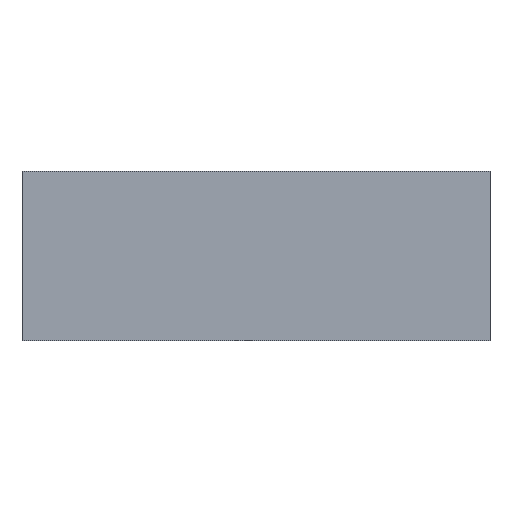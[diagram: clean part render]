
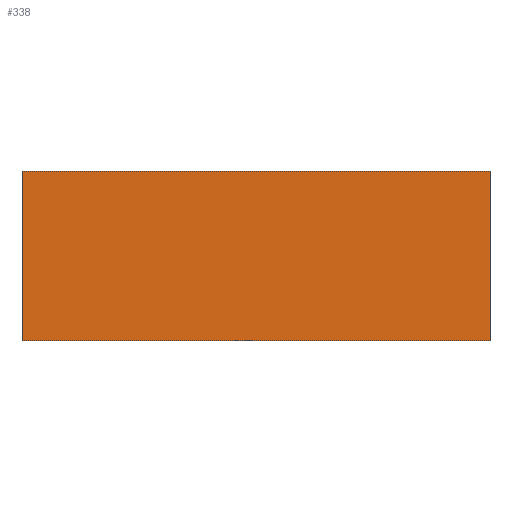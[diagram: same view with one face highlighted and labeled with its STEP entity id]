
A CAD part, front view. The second image highlights one B-rep face of the part: STEP entity #338.
In plain terms, the highlighted planar face has unit normal (0, -1, 0).
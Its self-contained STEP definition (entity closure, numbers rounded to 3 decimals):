
#28 = ORIENTED_EDGE ( 'NONE', *, *, #109, .T. ) ;
#37 = LINE ( 'NONE', #113, #552 ) ;
#62 = CARTESIAN_POINT ( 'NONE',  ( 90., -10., 32.5 ) ) ;
#69 = CARTESIAN_POINT ( 'NONE',  ( -90., -10., -32.5 ) ) ;
#83 = VECTOR ( 'NONE', #996, 1000. ) ;
#109 = EDGE_CURVE ( 'NONE', #756, #866, #763, .T. ) ;
#113 = CARTESIAN_POINT ( 'NONE',  ( -90., -10., 32.5 ) ) ;
#127 = EDGE_CURVE ( 'NONE', #966, #527, #289, .T. ) ;
#210 = DIRECTION ( 'NONE',  ( 0., 0., -1. ) ) ;
#218 = LINE ( 'NONE', #69, #83 ) ;
#289 = LINE ( 'NONE', #62, #537 ) ;
#290 = ORIENTED_EDGE ( 'NONE', *, *, #594, .F. ) ;
#325 = CARTESIAN_POINT ( 'NONE',  ( 90., -10., -32.5 ) ) ;
#338 = ADVANCED_FACE ( 'NONE', ( #606 ), #535, .F. ) ;
#339 = VECTOR ( 'NONE', #210, 1000. ) ;
#390 = CARTESIAN_POINT ( 'NONE',  ( -90., -10., -32.5 ) ) ;
#422 = EDGE_CURVE ( 'NONE', #866, #527, #218, .T. ) ;
#517 = AXIS2_PLACEMENT_3D ( 'NONE', #844, #616, #906 ) ;
#527 = VERTEX_POINT ( 'NONE', #325 ) ;
#535 = PLANE ( 'NONE',  #517 ) ;
#537 = VECTOR ( 'NONE', #900, 1000. ) ;
#552 = VECTOR ( 'NONE', #816, 1000. ) ;
#594 = EDGE_CURVE ( 'NONE', #756, #966, #37, .T. ) ;
#606 = FACE_OUTER_BOUND ( 'NONE', #1003, .T. ) ;
#616 = DIRECTION ( 'NONE',  ( 0., 1., 0. ) ) ;
#661 = CARTESIAN_POINT ( 'NONE',  ( -90., -10., 32.5 ) ) ;
#711 = ORIENTED_EDGE ( 'NONE', *, *, #422, .T. ) ;
#756 = VERTEX_POINT ( 'NONE', #948 ) ;
#763 = LINE ( 'NONE', #661, #339 ) ;
#816 = DIRECTION ( 'NONE',  ( 1., 0., 0. ) ) ;
#844 = CARTESIAN_POINT ( 'NONE',  ( -90., -10., 32.5 ) ) ;
#866 = VERTEX_POINT ( 'NONE', #390 ) ;
#883 = ORIENTED_EDGE ( 'NONE', *, *, #127, .F. ) ;
#900 = DIRECTION ( 'NONE',  ( 0., 0., -1. ) ) ;
#906 = DIRECTION ( 'NONE',  ( 0., 0., 1. ) ) ;
#948 = CARTESIAN_POINT ( 'NONE',  ( -90., -10., 32.5 ) ) ;
#966 = VERTEX_POINT ( 'NONE', #985 ) ;
#985 = CARTESIAN_POINT ( 'NONE',  ( 90., -10., 32.5 ) ) ;
#996 = DIRECTION ( 'NONE',  ( 1., 0., 0. ) ) ;
#1003 = EDGE_LOOP ( 'NONE', ( #711, #883, #290, #28 ) ) ;
